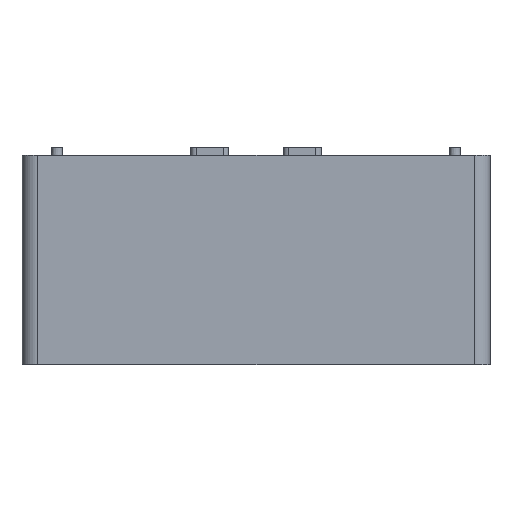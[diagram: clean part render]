
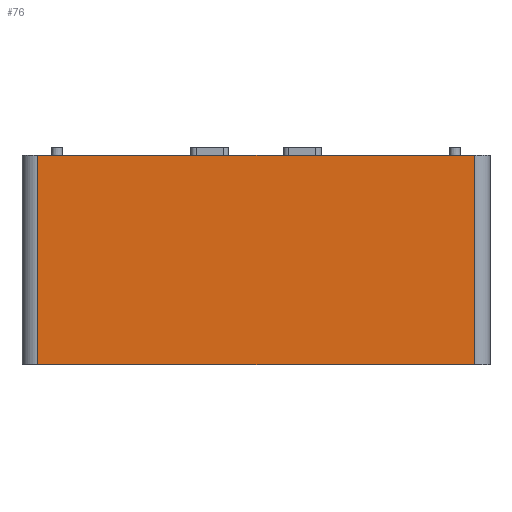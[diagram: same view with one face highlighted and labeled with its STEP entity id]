
A CAD part, left-side view. The second image highlights one B-rep face of the part: STEP entity #76.
In plain terms, the highlighted planar face has unit normal (-1, 0, 0).
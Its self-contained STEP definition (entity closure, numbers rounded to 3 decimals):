
#76=ADVANCED_FACE('',(#376),#378,.T.);
#376=FACE_BOUND('',#377,.T.);
#377=EDGE_LOOP('',(#960,#961,#962,#963));
#378=PLANE('',#379);
#379=AXIS2_PLACEMENT_3D('',#380,#381,#382);
#380=CARTESIAN_POINT('',(-42.942,-40.049,-0.5));
#381=DIRECTION('',(-1.,0.,0.));
#382=DIRECTION('',(0.,1.,0.));
#960=ORIENTED_EDGE('',*,*,#1223,.F.);
#961=ORIENTED_EDGE('',*,*,#1304,.T.);
#962=ORIENTED_EDGE('',*,*,#1305,.F.);
#963=ORIENTED_EDGE('',*,*,#1306,.F.);
#1223=EDGE_CURVE('',#1475,#1477,#1478,.T.);
#1304=EDGE_CURVE('',#1475,#1612,#1614,.T.);
#1305=EDGE_CURVE('',#1615,#1612,#1616,.T.);
#1306=EDGE_CURVE('',#1477,#1615,#1617,.T.);
#1475=VERTEX_POINT('',#2025);
#1477=VERTEX_POINT('',#2030);
#1478=LINE('',#2031,#2032);
#1612=VERTEX_POINT('',#2472);
#1614=LINE('',#2477,#2478);
#1615=VERTEX_POINT('',#2480);
#1616=LINE('',#2481,#2482);
#1617=LINE('',#2484,#2485);
#2025=CARTESIAN_POINT('',(-42.942,40.049,-1.5));
#2030=CARTESIAN_POINT('',(-42.942,-40.049,-1.5));
#2031=CARTESIAN_POINT('',(-42.942,40.049,-1.5));
#2032=VECTOR('',#2033,1.);
#2033=DIRECTION('',(0.,-1.,0.));
#2472=CARTESIAN_POINT('',(-42.942,40.049,-40.));
#2477=CARTESIAN_POINT('',(-42.942,40.049,-1.5));
#2478=VECTOR('',#2479,1.);
#2479=DIRECTION('',(0.,0.,-1.));
#2480=CARTESIAN_POINT('',(-42.942,-40.049,-40.));
#2481=CARTESIAN_POINT('',(-42.942,-40.049,-40.));
#2482=VECTOR('',#2483,1.);
#2483=DIRECTION('',(0.,1.,0.));
#2484=CARTESIAN_POINT('',(-42.942,-40.049,-1.5));
#2485=VECTOR('',#2486,1.);
#2486=DIRECTION('',(0.,0.,-1.));
